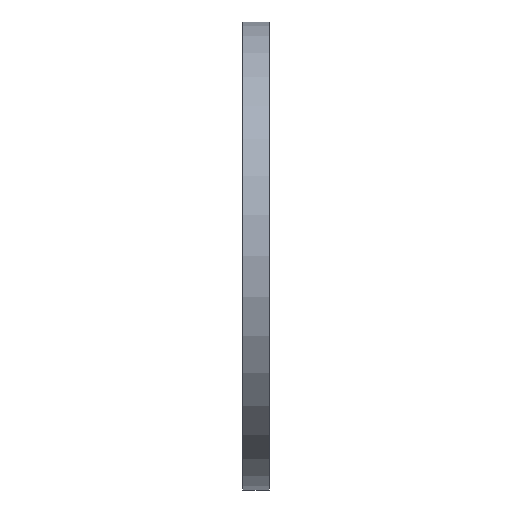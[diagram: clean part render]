
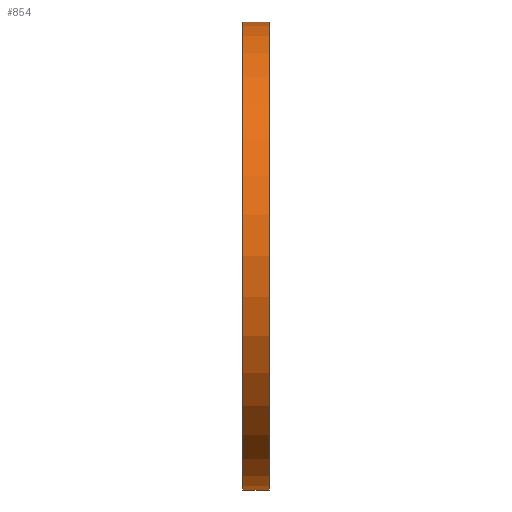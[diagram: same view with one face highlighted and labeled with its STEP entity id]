
A CAD part, left-side view. The second image highlights one B-rep face of the part: STEP entity #854.
In plain terms, the highlighted cylindrical face has radius 282.5 mm (diameter 565 mm), a partial arc.
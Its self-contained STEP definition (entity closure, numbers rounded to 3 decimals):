
#56 = VERTEX_POINT ( 'NONE', #700 ) ;
#71 = CARTESIAN_POINT ( 'NONE',  ( 0., 32., 0. ) ) ;
#84 = LINE ( 'NONE', #528, #1168 ) ;
#184 = DIRECTION ( 'NONE',  ( 0., 1., 0. ) ) ;
#266 = DIRECTION ( 'NONE',  ( 0., 0., 1. ) ) ;
#283 = CARTESIAN_POINT ( 'NONE',  ( 0., 34.695, -282.5 ) ) ;
#324 = AXIS2_PLACEMENT_3D ( 'NONE', #71, #1305, #266 ) ;
#335 = CYLINDRICAL_SURFACE ( 'NONE', #956, 282.5 ) ;
#373 = EDGE_CURVE ( 'NONE', #1185, #603, #84, .T. ) ;
#389 = ORIENTED_EDGE ( 'NONE', *, *, #373, .T. ) ;
#393 = EDGE_CURVE ( 'NONE', #56, #1185, #996, .T. ) ;
#398 = VERTEX_POINT ( 'NONE', #737 ) ;
#494 = EDGE_CURVE ( 'NONE', #398, #603, #1407, .T. ) ;
#528 = CARTESIAN_POINT ( 'NONE',  ( 0., 34.695, 282.5 ) ) ;
#560 = CARTESIAN_POINT ( 'NONE',  ( 0., 34.695, 0. ) ) ;
#603 = VERTEX_POINT ( 'NONE', #1186 ) ;
#642 = LINE ( 'NONE', #283, #648 ) ;
#648 = VECTOR ( 'NONE', #722, 1000. ) ;
#700 = CARTESIAN_POINT ( 'NONE',  ( 0., 0., -282.5 ) ) ;
#722 = DIRECTION ( 'NONE',  ( 0., 1., 0. ) ) ;
#737 = CARTESIAN_POINT ( 'NONE',  ( 0., 32., -282.5 ) ) ;
#779 = DIRECTION ( 'NONE',  ( 0., 1., 0. ) ) ;
#854 = ADVANCED_FACE ( 'NONE', ( #897 ), #335, .T. ) ;
#856 = DIRECTION ( 'NONE',  ( 0., 0., 1. ) ) ;
#873 = ORIENTED_EDGE ( 'NONE', *, *, #494, .F. ) ;
#880 = DIRECTION ( 'NONE',  ( 0., 1., 0. ) ) ;
#897 = FACE_OUTER_BOUND ( 'NONE', #1073, .T. ) ;
#956 = AXIS2_PLACEMENT_3D ( 'NONE', #560, #779, #1240 ) ;
#996 = CIRCLE ( 'NONE', #1374, 282.5 ) ;
#1073 = EDGE_LOOP ( 'NONE', ( #1482, #1411, #389, #873 ) ) ;
#1080 = EDGE_CURVE ( 'NONE', #56, #398, #642, .T. ) ;
#1168 = VECTOR ( 'NONE', #184, 1000. ) ;
#1185 = VERTEX_POINT ( 'NONE', #1470 ) ;
#1186 = CARTESIAN_POINT ( 'NONE',  ( 0., 32., 282.5 ) ) ;
#1240 = DIRECTION ( 'NONE',  ( 0., 0., 1. ) ) ;
#1305 = DIRECTION ( 'NONE',  ( 0., 1., 0. ) ) ;
#1374 = AXIS2_PLACEMENT_3D ( 'NONE', #1452, #880, #856 ) ;
#1407 = CIRCLE ( 'NONE', #324, 282.5 ) ;
#1411 = ORIENTED_EDGE ( 'NONE', *, *, #393, .T. ) ;
#1452 = CARTESIAN_POINT ( 'NONE',  ( 0., 0., 0. ) ) ;
#1470 = CARTESIAN_POINT ( 'NONE',  ( 0., 0., 282.5 ) ) ;
#1482 = ORIENTED_EDGE ( 'NONE', *, *, #1080, .F. ) ;
